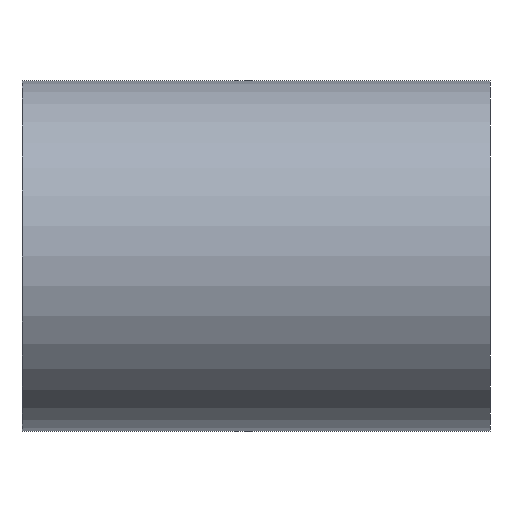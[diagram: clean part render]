
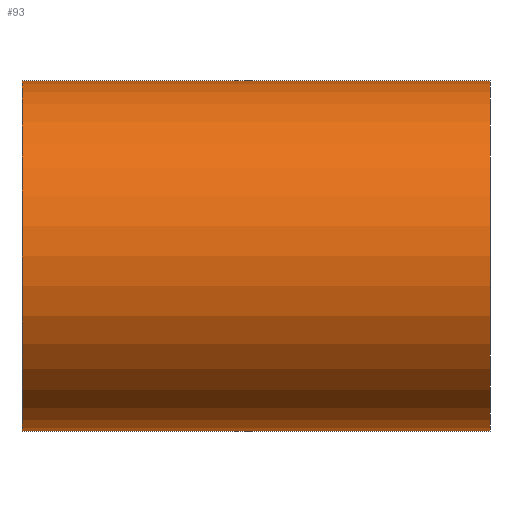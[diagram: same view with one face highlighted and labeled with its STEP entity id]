
A CAD part, front view. The second image highlights one B-rep face of the part: STEP entity #93.
In plain terms, the highlighted cylindrical face has radius 4.75 mm (diameter 9.5 mm), a partial arc.
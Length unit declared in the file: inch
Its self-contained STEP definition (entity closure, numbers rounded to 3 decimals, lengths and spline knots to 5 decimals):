
#25 = ORIENTED_EDGE ( 'NONE', *, *, #180, .T. ) ;
#27 = DIRECTION ( 'NONE',  ( -1., 0., 0. ) ) ;
#29 = CARTESIAN_POINT ( 'NONE',  ( 0.25, 0., 0.187 ) ) ;
#30 = CARTESIAN_POINT ( 'NONE',  ( -0.25, 0., 0.187 ) ) ;
#31 = FACE_OUTER_BOUND ( 'NONE', #86, .T. ) ;
#44 = CYLINDRICAL_SURFACE ( 'NONE', #189, 0.187 ) ;
#49 = ORIENTED_EDGE ( 'NONE', *, *, #204, .T. ) ;
#51 = ORIENTED_EDGE ( 'NONE', *, *, #75, .F. ) ;
#61 = ORIENTED_EDGE ( 'NONE', *, *, #126, .F. ) ;
#62 = AXIS2_PLACEMENT_3D ( 'NONE', #136, #154, #102 ) ;
#75 = EDGE_CURVE ( 'NONE', #135, #146, #162, .T. ) ;
#77 = DIRECTION ( 'NONE',  ( -1., 0., 0. ) ) ;
#86 = EDGE_LOOP ( 'NONE', ( #51, #61, #49, #25 ) ) ;
#88 = VECTOR ( 'NONE', #171, 39.37008 ) ;
#89 = CIRCLE ( 'NONE', #150, 0.187 ) ;
#92 = CARTESIAN_POINT ( 'NONE',  ( -0.25, 0., -0.187 ) ) ;
#93 = ADVANCED_FACE ( 'NONE', ( #31 ), #44, .T. ) ;
#102 = DIRECTION ( 'NONE',  ( 0., 0., -1. ) ) ;
#108 = VERTEX_POINT ( 'NONE', #30 ) ;
#113 = VERTEX_POINT ( 'NONE', #29 ) ;
#126 = EDGE_CURVE ( 'NONE', #113, #135, #89, .T. ) ;
#135 = VERTEX_POINT ( 'NONE', #167 ) ;
#136 = CARTESIAN_POINT ( 'NONE',  ( -0.25, 0., 0. ) ) ;
#144 = VECTOR ( 'NONE', #77, 39.37008 ) ;
#145 = CIRCLE ( 'NONE', #62, 0.187 ) ;
#146 = VERTEX_POINT ( 'NONE', #92 ) ;
#149 = DIRECTION ( 'NONE',  ( 0., 0., -1. ) ) ;
#150 = AXIS2_PLACEMENT_3D ( 'NONE', #208, #198, #149 ) ;
#154 = DIRECTION ( 'NONE',  ( 1., 0., 0. ) ) ;
#162 = LINE ( 'NONE', #169, #144 ) ;
#166 = CARTESIAN_POINT ( 'NONE',  ( 0.25, 0., 0. ) ) ;
#167 = CARTESIAN_POINT ( 'NONE',  ( 0.25, 0., -0.187 ) ) ;
#169 = CARTESIAN_POINT ( 'NONE',  ( 0.25, 0., -0.187 ) ) ;
#171 = DIRECTION ( 'NONE',  ( -1., 0., 0. ) ) ;
#180 = EDGE_CURVE ( 'NONE', #108, #146, #145, .T. ) ;
#184 = DIRECTION ( 'NONE',  ( 0., 0., 1. ) ) ;
#186 = CARTESIAN_POINT ( 'NONE',  ( 0.25, 0., 0.187 ) ) ;
#189 = AXIS2_PLACEMENT_3D ( 'NONE', #166, #27, #184 ) ;
#198 = DIRECTION ( 'NONE',  ( 1., 0., 0. ) ) ;
#204 = EDGE_CURVE ( 'NONE', #113, #108, #217, .T. ) ;
#208 = CARTESIAN_POINT ( 'NONE',  ( 0.25, 0., 0. ) ) ;
#217 = LINE ( 'NONE', #186, #88 ) ;
